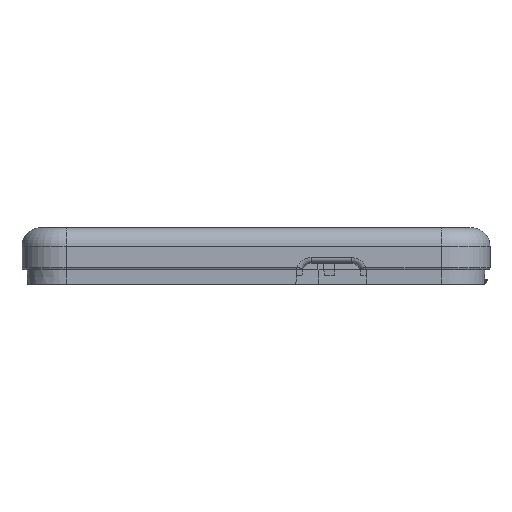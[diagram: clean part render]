
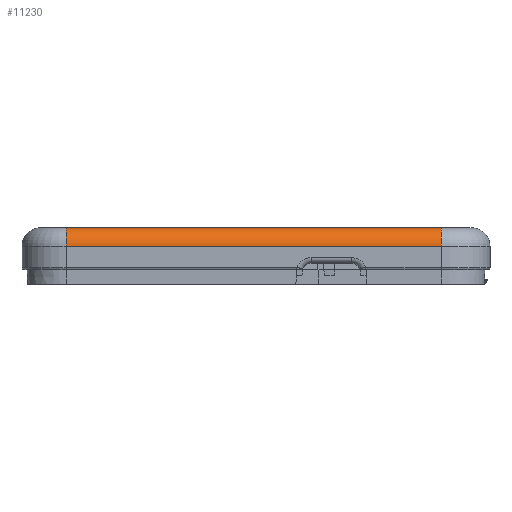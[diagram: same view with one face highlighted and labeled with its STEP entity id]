
A CAD part, left-side view. The second image highlights one B-rep face of the part: STEP entity #11230.
In plain terms, the highlighted cylindrical face has radius 5 mm (diameter 10 mm), a partial arc.
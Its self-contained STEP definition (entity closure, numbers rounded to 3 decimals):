
#850=CIRCLE('',#12406,5.);
#852=CIRCLE('',#12409,5.);
#935=CYLINDRICAL_SURFACE('',#12408,5.);
#1540=FACE_OUTER_BOUND('',#2189,.T.);
#2189=EDGE_LOOP('',(#10201,#10202,#10203,#10204));
#2473=LINE('',#17192,#3469);
#3156=LINE('',#19546,#4152);
#3469=VECTOR('',#13121,10.);
#4152=VECTOR('',#15376,10.);
#4531=VERTEX_POINT('',#17189);
#4532=VERTEX_POINT('',#17191);
#5160=VERTEX_POINT('',#19543);
#5161=VERTEX_POINT('',#19545);
#5667=EDGE_CURVE('',#4532,#4531,#2473,.T.);
#6749=EDGE_CURVE('',#5161,#5160,#3156,.T.);
#6890=EDGE_CURVE('',#4532,#5160,#850,.T.);
#6892=EDGE_CURVE('',#4531,#5161,#852,.T.);
#10201=ORIENTED_EDGE('',*,*,#6892,.T.);
#10202=ORIENTED_EDGE('',*,*,#6749,.T.);
#10203=ORIENTED_EDGE('',*,*,#6890,.F.);
#10204=ORIENTED_EDGE('',*,*,#5667,.T.);
#11230=ADVANCED_FACE('',(#1540),#935,.T.);
#12406=AXIS2_PLACEMENT_3D('',#19915,#15752,#15753);
#12408=AXIS2_PLACEMENT_3D('',#19917,#15756,#15757);
#12409=AXIS2_PLACEMENT_3D('',#19918,#15758,#15759);
#13121=DIRECTION('',(0.,-1.,0.));
#15376=DIRECTION('',(0.,1.,0.));
#15752=DIRECTION('center_axis',(0.,1.,0.));
#15753=DIRECTION('ref_axis',(-1.,0.,0.));
#15756=DIRECTION('center_axis',(0.,-1.,0.));
#15757=DIRECTION('ref_axis',(-0.707,0.,0.707));
#15758=DIRECTION('center_axis',(0.,1.,0.));
#15759=DIRECTION('ref_axis',(-1.,0.,0.));
#17189=CARTESIAN_POINT('',(-42.3,-50.511,8.));
#17191=CARTESIAN_POINT('',(-42.3,51.741,8.));
#17192=CARTESIAN_POINT('',(-42.3,-25.255,8.));
#19543=CARTESIAN_POINT('',(-37.3,51.741,13.));
#19545=CARTESIAN_POINT('',(-37.3,-50.511,13.));
#19546=CARTESIAN_POINT('',(-37.3,-25.255,13.));
#19915=CARTESIAN_POINT('Origin',(-37.3,51.741,8.));
#19917=CARTESIAN_POINT('Origin',(-37.3,-25.255,8.));
#19918=CARTESIAN_POINT('Origin',(-37.3,-50.511,8.));
